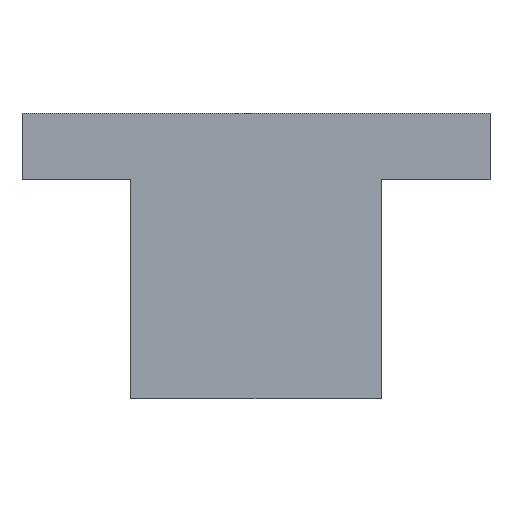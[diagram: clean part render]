
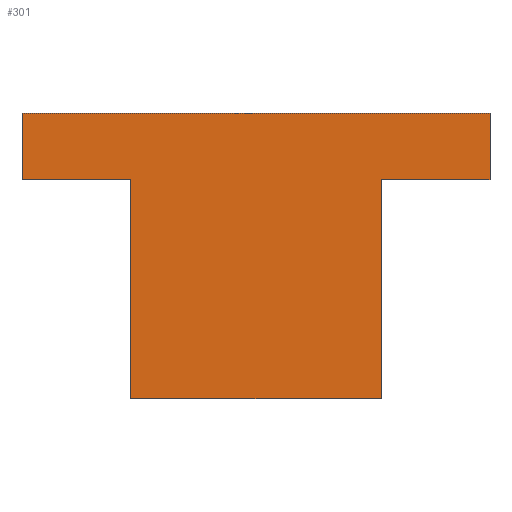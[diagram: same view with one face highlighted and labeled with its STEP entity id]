
A CAD part, top view. The second image highlights one B-rep face of the part: STEP entity #301.
In plain terms, the highlighted planar face has unit normal (0, 0, 1).
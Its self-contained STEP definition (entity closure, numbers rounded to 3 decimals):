
#31=FACE_OUTER_BOUND('',#48,.T.);
#48=EDGE_LOOP('',(#262,#263,#264,#265,#266,#267,#268,#269));
#74=LINE('',#459,#113);
#76=LINE('',#464,#115);
#78=LINE('',#468,#117);
#80=LINE('',#472,#119);
#82=LINE('',#475,#121);
#84=LINE('',#479,#123);
#85=LINE('',#482,#124);
#87=LINE('',#485,#126);
#113=VECTOR('',#375,10.);
#115=VECTOR('',#379,10.);
#117=VECTOR('',#383,10.);
#119=VECTOR('',#387,10.);
#121=VECTOR('',#391,10.);
#123=VECTOR('',#395,10.);
#124=VECTOR('',#398,10.);
#126=VECTOR('',#402,10.);
#145=VERTEX_POINT('',#455);
#146=VERTEX_POINT('',#457);
#147=VERTEX_POINT('',#461);
#148=VERTEX_POINT('',#463);
#149=VERTEX_POINT('',#467);
#150=VERTEX_POINT('',#471);
#151=VERTEX_POINT('',#477);
#152=VERTEX_POINT('',#481);
#178=EDGE_CURVE('',#145,#146,#74,.T.);
#180=EDGE_CURVE('',#148,#147,#76,.T.);
#182=EDGE_CURVE('',#149,#148,#78,.F.);
#184=EDGE_CURVE('',#150,#149,#80,.F.);
#186=EDGE_CURVE('',#146,#150,#82,.F.);
#188=EDGE_CURVE('',#147,#151,#84,.T.);
#189=EDGE_CURVE('',#152,#145,#85,.T.);
#191=EDGE_CURVE('',#151,#152,#87,.T.);
#262=ORIENTED_EDGE('',*,*,#188,.T.);
#263=ORIENTED_EDGE('',*,*,#191,.T.);
#264=ORIENTED_EDGE('',*,*,#189,.T.);
#265=ORIENTED_EDGE('',*,*,#178,.T.);
#266=ORIENTED_EDGE('',*,*,#186,.T.);
#267=ORIENTED_EDGE('',*,*,#184,.T.);
#268=ORIENTED_EDGE('',*,*,#182,.T.);
#269=ORIENTED_EDGE('',*,*,#180,.T.);
#285=PLANE('',#331);
#301=ADVANCED_FACE('',(#31),#285,.T.);
#331=AXIS2_PLACEMENT_3D('',#486,#403,#404);
#375=DIRECTION('',(1.,0.,0.));
#379=DIRECTION('',(1.,0.,0.));
#383=DIRECTION('',(0.,1.,0.));
#387=DIRECTION('',(1.,0.,0.));
#391=DIRECTION('',(0.,-1.,0.));
#395=DIRECTION('',(0.,-1.,0.));
#398=DIRECTION('',(0.,1.,0.));
#402=DIRECTION('',(1.,0.,0.));
#403=DIRECTION('center_axis',(0.,0.,1.));
#404=DIRECTION('ref_axis',(1.,0.,0.));
#455=CARTESIAN_POINT('',(3.4,2.55,2.));
#457=CARTESIAN_POINT('',(6.35,2.55,2.));
#459=CARTESIAN_POINT('',(-6.45,2.55,2.));
#461=CARTESIAN_POINT('',(-3.4,2.55,2.));
#463=CARTESIAN_POINT('',(-6.35,2.55,2.));
#464=CARTESIAN_POINT('',(-6.45,2.55,2.));
#467=CARTESIAN_POINT('',(-6.35,4.35,2.));
#468=CARTESIAN_POINT('',(-6.35,2.225,2.));
#471=CARTESIAN_POINT('',(6.35,4.35,2.));
#472=CARTESIAN_POINT('',(3.225,4.35,2.));
#475=CARTESIAN_POINT('',(6.35,1.275,2.));
#477=CARTESIAN_POINT('',(-3.4,-3.4,2.));
#479=CARTESIAN_POINT('',(-3.4,3.4,2.));
#481=CARTESIAN_POINT('',(3.4,-3.4,2.));
#482=CARTESIAN_POINT('',(3.4,-3.4,2.));
#485=CARTESIAN_POINT('',(-3.4,-3.4,2.));
#486=CARTESIAN_POINT('Origin',(0.,0.,
2.));
